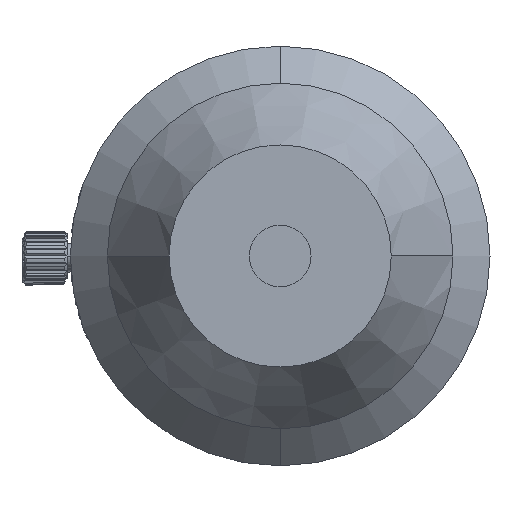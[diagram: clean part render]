
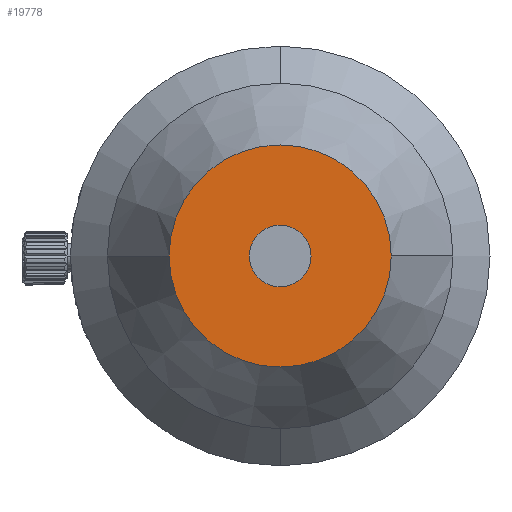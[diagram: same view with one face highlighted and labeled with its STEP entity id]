
A CAD part, left-side view. The second image highlights one B-rep face of the part: STEP entity #19778.
In plain terms, the highlighted planar face has unit normal (-1, 0, 0).
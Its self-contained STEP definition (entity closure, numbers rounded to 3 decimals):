
#1078 = CIRCLE ( 'NONE', #21573, 9. ) ;
#3579 = ORIENTED_EDGE ( 'NONE', *, *, #29894, .F. ) ;
#3697 = CIRCLE ( 'NONE', #8843, 9. ) ;
#3874 = EDGE_CURVE ( 'NONE', #30179, #25159, #1078, .T. ) ;
#4383 = DIRECTION ( 'NONE',  ( 0., 1., 0. ) ) ;
#5668 = DIRECTION ( 'NONE',  ( 0., 1., 0. ) ) ;
#6469 = FACE_BOUND ( 'NONE', #14135, .T. ) ;
#6728 = AXIS2_PLACEMENT_3D ( 'NONE', #33309, #11697, #5668 ) ;
#8843 = AXIS2_PLACEMENT_3D ( 'NONE', #10413, #38610, #4383 ) ;
#10413 = CARTESIAN_POINT ( 'NONE',  ( -1., 0., 0. ) ) ;
#10460 = CARTESIAN_POINT ( 'NONE',  ( -1., -2.5, 0. ) ) ;
#11697 = DIRECTION ( 'NONE',  ( 1., 0., 0. ) ) ;
#11943 = CARTESIAN_POINT ( 'NONE',  ( -1., 0., 0. ) ) ;
#11953 = VERTEX_POINT ( 'NONE', #10460 ) ;
#12301 = FACE_OUTER_BOUND ( 'NONE', #29835, .T. ) ;
#12364 = ORIENTED_EDGE ( 'NONE', *, *, #18052, .T. ) ;
#12435 = AXIS2_PLACEMENT_3D ( 'NONE', #34013, #22013, #18819 ) ;
#14135 = EDGE_LOOP ( 'NONE', ( #12364, #17502 ) ) ;
#16586 = CARTESIAN_POINT ( 'NONE',  ( -1., 2.5, 0. ) ) ;
#16848 = DIRECTION ( 'NONE',  ( 0., 1., 0. ) ) ;
#17502 = ORIENTED_EDGE ( 'NONE', *, *, #22918, .T. ) ;
#17948 = DIRECTION ( 'NONE',  ( 1., 0., 0. ) ) ;
#18052 = EDGE_CURVE ( 'NONE', #21962, #11953, #23261, .T. ) ;
#18819 = DIRECTION ( 'NONE',  ( 0., 1., 0. ) ) ;
#19778 = ADVANCED_FACE ( 'NONE', ( #12301, #6469 ), #39514, .F. ) ;
#21573 = AXIS2_PLACEMENT_3D ( 'NONE', #11943, #17948, #30157 ) ;
#21962 = VERTEX_POINT ( 'NONE', #16586 ) ;
#22013 = DIRECTION ( 'NONE',  ( 1., 0., 0. ) ) ;
#22918 = EDGE_CURVE ( 'NONE', #11953, #21962, #29689, .T. ) ;
#23261 = CIRCLE ( 'NONE', #27101, 2.5 ) ;
#25159 = VERTEX_POINT ( 'NONE', #25990 ) ;
#25990 = CARTESIAN_POINT ( 'NONE',  ( -1., 9., 0. ) ) ;
#26449 = CARTESIAN_POINT ( 'NONE',  ( -1., 0., 0. ) ) ;
#27101 = AXIS2_PLACEMENT_3D ( 'NONE', #26449, #31869, #16848 ) ;
#29689 = CIRCLE ( 'NONE', #12435, 2.5 ) ;
#29835 = EDGE_LOOP ( 'NONE', ( #3579, #32556 ) ) ;
#29894 = EDGE_CURVE ( 'NONE', #25159, #30179, #3697, .T. ) ;
#30157 = DIRECTION ( 'NONE',  ( 0., 1., 0. ) ) ;
#30179 = VERTEX_POINT ( 'NONE', #31390 ) ;
#31390 = CARTESIAN_POINT ( 'NONE',  ( -1., -9., 0. ) ) ;
#31869 = DIRECTION ( 'NONE',  ( 1., 0., 0. ) ) ;
#32556 = ORIENTED_EDGE ( 'NONE', *, *, #3874, .F. ) ;
#33309 = CARTESIAN_POINT ( 'NONE',  ( -1., -2.5, 0. ) ) ;
#34013 = CARTESIAN_POINT ( 'NONE',  ( -1., 0., 0. ) ) ;
#38610 = DIRECTION ( 'NONE',  ( 1., 0., 0. ) ) ;
#39514 = PLANE ( 'NONE',  #6728 ) ;
